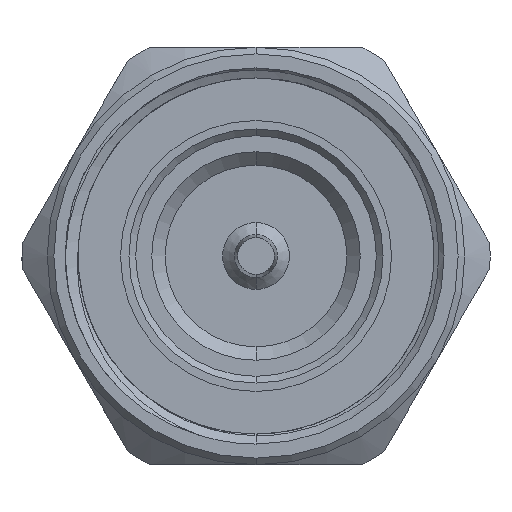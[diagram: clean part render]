
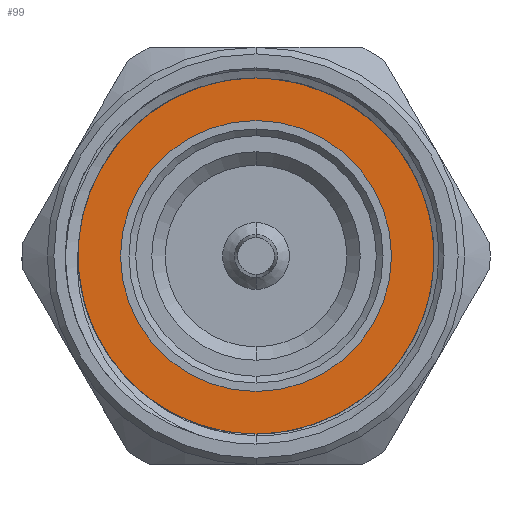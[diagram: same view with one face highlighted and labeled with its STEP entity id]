
A CAD part, left-side view. The second image highlights one B-rep face of the part: STEP entity #99.
In plain terms, the highlighted planar face has unit normal (-1, 0, 0).
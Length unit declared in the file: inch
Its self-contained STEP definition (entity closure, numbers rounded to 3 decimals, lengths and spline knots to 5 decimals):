
#33 = VERTEX_POINT ( 'NONE', #2331 ) ;
#34 = CIRCLE ( 'NONE', #4134, 0.40551 ) ;
#78 = VERTEX_POINT ( 'NONE', #3412 ) ;
#99 = ADVANCED_FACE ( 'NONE', ( #5622, #3610 ), #357, .T. ) ;
#357 = PLANE ( 'NONE',  #3845 ) ;
#564 = EDGE_LOOP ( 'NONE', ( #5111, #4967 ) ) ;
#768 = CARTESIAN_POINT ( 'NONE',  ( 0.39764, 0., 0. ) ) ;
#1039 = CARTESIAN_POINT ( 'NONE',  ( 0.39764, 0., 0. ) ) ;
#1232 = DIRECTION ( 'NONE',  ( -1., 0., 0. ) ) ;
#1456 = DIRECTION ( 'NONE',  ( -1., 0., 0. ) ) ;
#1503 = DIRECTION ( 'NONE',  ( 0., 0., 1. ) ) ;
#1547 = EDGE_CURVE ( 'NONE', #78, #6129, #34, .T. ) ;
#1589 = CARTESIAN_POINT ( 'NONE',  ( 0.39764, 0., 0. ) ) ;
#1671 = EDGE_LOOP ( 'NONE', ( #4608, #5108 ) ) ;
#2049 = VERTEX_POINT ( 'NONE', #2137 ) ;
#2137 = CARTESIAN_POINT ( 'NONE',  ( 0.39764, 0., -0.57237 ) ) ;
#2331 = CARTESIAN_POINT ( 'NONE',  ( 0.39764, 0., 0.57237 ) ) ;
#2522 = DIRECTION ( 'NONE',  ( 0., 0., 1. ) ) ;
#2752 = CIRCLE ( 'NONE', #3381, 0.57237 ) ;
#2770 = CIRCLE ( 'NONE', #5265, 0.57237 ) ;
#2988 = DIRECTION ( 'NONE',  ( 0., 0., 1. ) ) ;
#3108 = DIRECTION ( 'NONE',  ( -1., 0., 0. ) ) ;
#3381 = AXIS2_PLACEMENT_3D ( 'NONE', #768, #1232, #5387 ) ;
#3412 = CARTESIAN_POINT ( 'NONE',  ( 0.39764, 0., -0.40551 ) ) ;
#3610 = FACE_BOUND ( 'NONE', #564, .T. ) ;
#3845 = AXIS2_PLACEMENT_3D ( 'NONE', #5051, #1456, #2988 ) ;
#4113 = EDGE_CURVE ( 'NONE', #2049, #33, #2770, .T. ) ;
#4134 = AXIS2_PLACEMENT_3D ( 'NONE', #4616, #3108, #2522 ) ;
#4608 = ORIENTED_EDGE ( 'NONE', *, *, #5806, .T. ) ;
#4616 = CARTESIAN_POINT ( 'NONE',  ( 0.39764, 0., 0. ) ) ;
#4704 = DIRECTION ( 'NONE',  ( 0., 0., 1. ) ) ;
#4967 = ORIENTED_EDGE ( 'NONE', *, *, #5389, .F. ) ;
#5023 = CARTESIAN_POINT ( 'NONE',  ( 0.39764, 0., 0.40551 ) ) ;
#5051 = CARTESIAN_POINT ( 'NONE',  ( 0.39764, 0., 0. ) ) ;
#5108 = ORIENTED_EDGE ( 'NONE', *, *, #4113, .T. ) ;
#5111 = ORIENTED_EDGE ( 'NONE', *, *, #1547, .F. ) ;
#5265 = AXIS2_PLACEMENT_3D ( 'NONE', #1039, #6652, #1503 ) ;
#5387 = DIRECTION ( 'NONE',  ( 0., 0., 1. ) ) ;
#5389 = EDGE_CURVE ( 'NONE', #6129, #78, #6203, .T. ) ;
#5622 = FACE_OUTER_BOUND ( 'NONE', #1671, .T. ) ;
#5806 = EDGE_CURVE ( 'NONE', #33, #2049, #2752, .T. ) ;
#5847 = AXIS2_PLACEMENT_3D ( 'NONE', #1589, #6225, #4704 ) ;
#6129 = VERTEX_POINT ( 'NONE', #5023 ) ;
#6203 = CIRCLE ( 'NONE', #5847, 0.40551 ) ;
#6225 = DIRECTION ( 'NONE',  ( -1., 0., 0. ) ) ;
#6652 = DIRECTION ( 'NONE',  ( -1., 0., 0. ) ) ;
